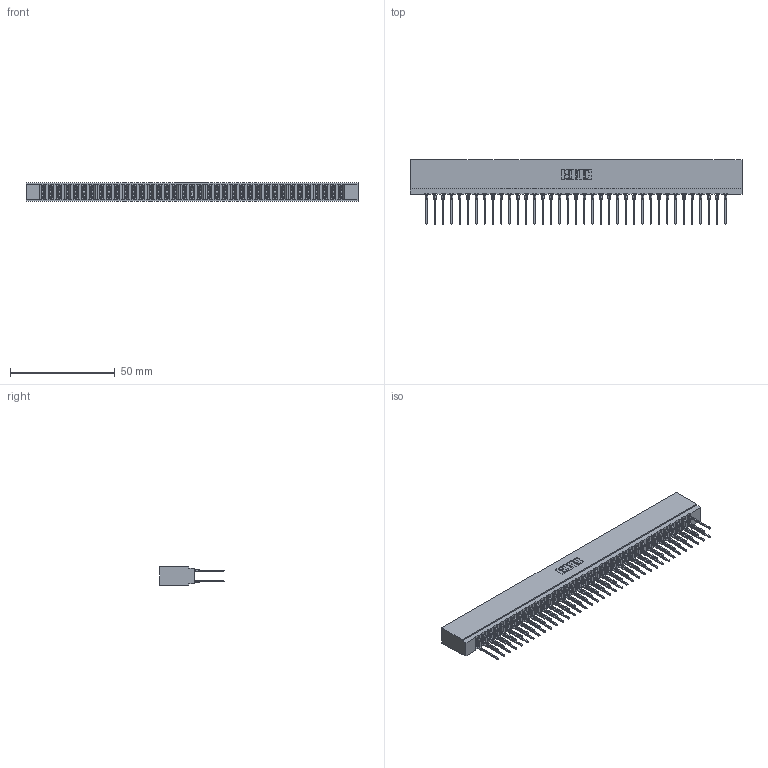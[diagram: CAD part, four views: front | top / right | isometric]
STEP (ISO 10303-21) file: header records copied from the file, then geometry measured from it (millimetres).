
FILE_DESCRIPTION (( 'STEP AP203' ), '1' );
FILE_NAME ('737-074-545-201.STEP', '2020-09-11T07:40:01', ( '' ), ( '' ), 'SwSTEP 2.0', 'SolidWorks 2020', '' );
FILE_SCHEMA (( 'CONFIG_CONTROL_DESIGN' ));
Length unit declared in the file: inch
Products named in the file (3): 745-292-001_545; 737 Part_Insulator Option - 01; 737-074-545-201
Assembly tree (75 placements, depth 2):
  737-074-545-201
    737 Part_Insulator Option - 01
    745-292-001_545  x74
Bounding box: 158.45 x 30.62 x 8.89 mm (x, y, z)
Volume: 15952.1 mm3; surface area: 24342.5 mm2
Topology: 75 solids, 75 shells, 6754 faces, 18163 edges, 11418 vertices
Faces by surface type: plane 3495, bspline 1480, cylinder 1335, torus 444
Entity records: 64167 total; most frequent: CARTESIAN_POINT 11643, ORIENTED_EDGE 11068, DIRECTION 9664, EDGE_CURVE 5534, LINE 5130, VECTOR 5130, VERTEX_POINT 3534, AXIS2_PLACEMENT_3D 2267
